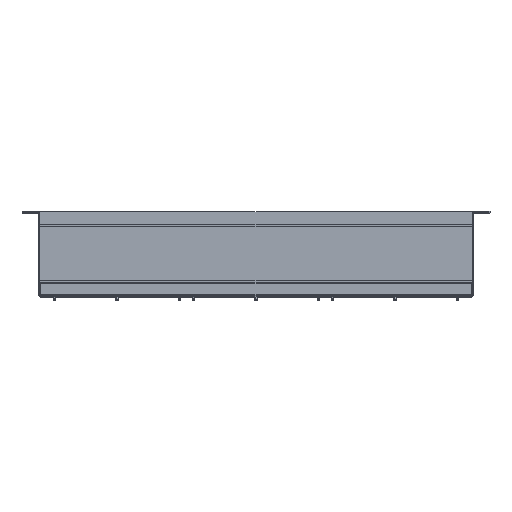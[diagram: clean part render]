
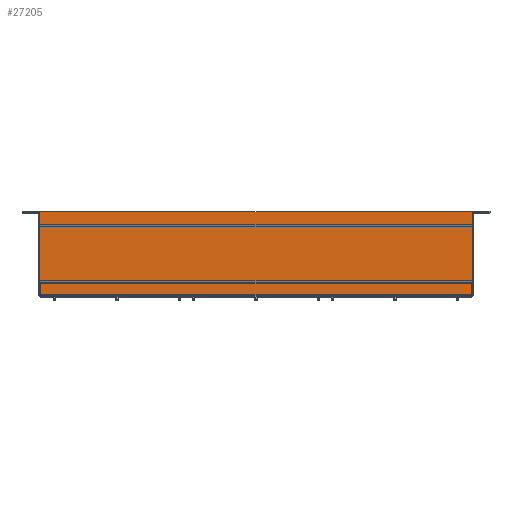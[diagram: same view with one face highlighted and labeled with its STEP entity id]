
A CAD part, top view. The second image highlights one B-rep face of the part: STEP entity #27205.
In plain terms, the highlighted planar face has unit normal (0, 0, 1).
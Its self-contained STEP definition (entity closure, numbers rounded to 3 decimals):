
#259 = LINE ( 'NONE', #5047, #6378 ) ;
#676 = DIRECTION ( 'NONE',  ( 0., -1., 0. ) ) ;
#1740 = DIRECTION ( 'NONE',  ( 0., 0., -1. ) ) ;
#1800 = ORIENTED_EDGE ( 'NONE', *, *, #10969, .T. ) ;
#1870 = DIRECTION ( 'NONE',  ( -1., 0., 0. ) ) ;
#2411 = LINE ( 'NONE', #11006, #8682 ) ;
#2737 = ORIENTED_EDGE ( 'NONE', *, *, #9301, .F. ) ;
#2882 = EDGE_CURVE ( 'NONE', #18569, #23883, #23383, .T. ) ;
#3270 = LINE ( 'NONE', #22420, #11358 ) ;
#3719 = PLANE ( 'NONE',  #26159 ) ;
#5047 = CARTESIAN_POINT ( 'NONE',  ( 0., 0., 0. ) ) ;
#5502 = ORIENTED_EDGE ( 'NONE', *, *, #13428, .T. ) ;
#5725 = CARTESIAN_POINT ( 'NONE',  ( 662., -128., 0. ) ) ;
#5901 = CARTESIAN_POINT ( 'NONE',  ( 662., 0., 0. ) ) ;
#6378 = VECTOR ( 'NONE', #676, 1000. ) ;
#8640 = EDGE_LOOP ( 'NONE', ( #5502, #20050, #2737, #1800 ) ) ;
#8682 = VECTOR ( 'NONE', #8905, 1000. ) ;
#8905 = DIRECTION ( 'NONE',  ( -1., 0., 0. ) ) ;
#9301 = EDGE_CURVE ( 'NONE', #14905, #18569, #3270, .T. ) ;
#10069 = FACE_OUTER_BOUND ( 'NONE', #8640, .T. ) ;
#10293 = CARTESIAN_POINT ( 'NONE',  ( 0., -128., 0. ) ) ;
#10969 = EDGE_CURVE ( 'NONE', #14905, #26708, #2411, .T. ) ;
#11006 = CARTESIAN_POINT ( 'NONE',  ( 662., 0., 0. ) ) ;
#11358 = VECTOR ( 'NONE', #20594, 1000. ) ;
#13428 = EDGE_CURVE ( 'NONE', #26708, #23883, #259, .T. ) ;
#14905 = VERTEX_POINT ( 'NONE', #5901 ) ;
#14931 = CARTESIAN_POINT ( 'NONE',  ( 662., -128., 0. ) ) ;
#16901 = DIRECTION ( 'NONE',  ( -1., 0., 0. ) ) ;
#16947 = CARTESIAN_POINT ( 'NONE',  ( 662., 0., 0. ) ) ;
#17719 = CARTESIAN_POINT ( 'NONE',  ( 0., 0., 0. ) ) ;
#18228 = VECTOR ( 'NONE', #16901, 1000. ) ;
#18569 = VERTEX_POINT ( 'NONE', #5725 ) ;
#20050 = ORIENTED_EDGE ( 'NONE', *, *, #2882, .F. ) ;
#20594 = DIRECTION ( 'NONE',  ( 0., -1., 0. ) ) ;
#22420 = CARTESIAN_POINT ( 'NONE',  ( 662., 0., 0. ) ) ;
#23383 = LINE ( 'NONE', #14931, #18228 ) ;
#23883 = VERTEX_POINT ( 'NONE', #10293 ) ;
#26159 = AXIS2_PLACEMENT_3D ( 'NONE', #16947, #1740, #1870 ) ;
#26708 = VERTEX_POINT ( 'NONE', #17719 ) ;
#27205 = ADVANCED_FACE ( 'NONE', ( #10069 ), #3719, .F. ) ;
